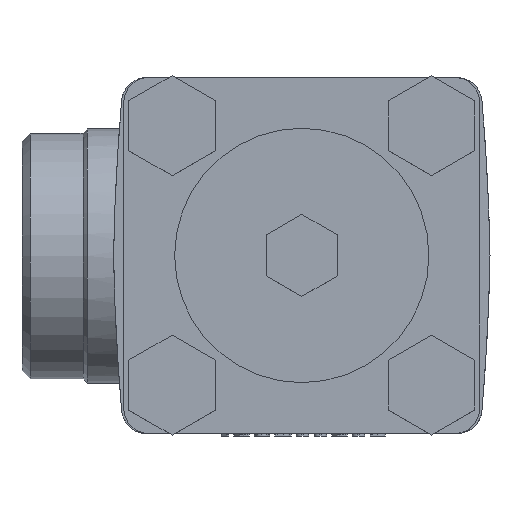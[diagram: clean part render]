
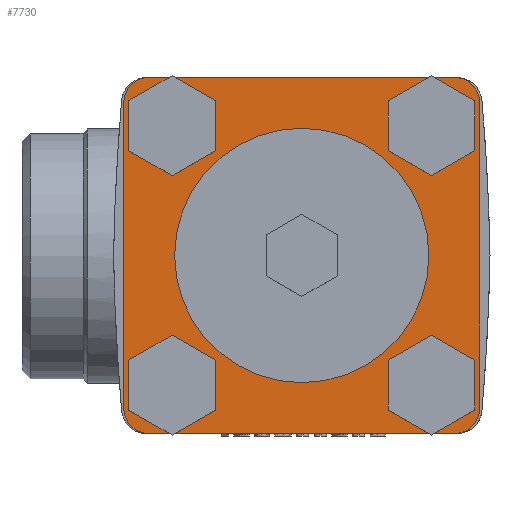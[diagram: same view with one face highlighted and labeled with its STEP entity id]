
A CAD part, top view. The second image highlights one B-rep face of the part: STEP entity #7730.
In plain terms, the highlighted planar face has unit normal (0, 0, 1).
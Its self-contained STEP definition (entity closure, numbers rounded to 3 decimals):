
#7491=CARTESIAN_POINT('',(-30.,35.,75.));
#7492=VERTEX_POINT('',#7491);
#7499=CARTESIAN_POINT('',(30.,35.,75.));
#7500=VERTEX_POINT('',#7499);
#7501=CARTESIAN_POINT('',(30.,35.,75.));
#7502=DIRECTION('',(-1.,-0.,0.));
#7503=VECTOR('',#7502,60.);
#7504=LINE('',#7501,#7503);
#7505=EDGE_CURVE('',#7500,#7492,#7504,.T.);
#7531=CARTESIAN_POINT('',(-35.,-30.,75.));
#7532=VERTEX_POINT('',#7531);
#7539=CARTESIAN_POINT('',(-35.,30.,75.));
#7540=VERTEX_POINT('',#7539);
#7541=CARTESIAN_POINT('',(-35.,30.,75.));
#7542=DIRECTION('',(0.,-1.,0.));
#7543=VECTOR('',#7542,60.);
#7544=LINE('',#7541,#7543);
#7545=EDGE_CURVE('',#7540,#7532,#7544,.T.);
#7561=CARTESIAN_POINT('',(-30.,-35.,75.));
#7562=VERTEX_POINT('',#7561);
#7563=CARTESIAN_POINT('',(30.,-35.,75.));
#7564=VERTEX_POINT('',#7563);
#7565=CARTESIAN_POINT('',(-30.,-35.,75.));
#7566=DIRECTION('',(1.,0.,-0.));
#7567=VECTOR('',#7566,60.);
#7568=LINE('',#7565,#7567);
#7569=EDGE_CURVE('',#7562,#7564,#7568,.T.);
#7611=CARTESIAN_POINT('',(35.,30.,75.));
#7612=VERTEX_POINT('',#7611);
#7619=CARTESIAN_POINT('',(35.,-30.,75.));
#7620=VERTEX_POINT('',#7619);
#7621=CARTESIAN_POINT('',(35.,-30.,75.));
#7622=DIRECTION('',(-0.,1.,-0.));
#7623=VECTOR('',#7622,60.);
#7624=LINE('',#7621,#7623);
#7625=EDGE_CURVE('',#7620,#7612,#7624,.T.);
#7636=CARTESIAN_POINT('',(-0.,0.,75.));
#7637=DIRECTION('',(0.,0.,1.));
#7638=DIRECTION('',(1.,0.,-0.));
#7639=AXIS2_PLACEMENT_3D('',#7636,#7637,#7638);
#7640=PLANE('',#7639);
#7641=CARTESIAN_POINT('',(25.,-0.,75.));
#7642=VERTEX_POINT('',#7641);
#7643=CARTESIAN_POINT('',(-0.,0.,75.));
#7644=DIRECTION('',(0.,0.,1.));
#7645=DIRECTION('',(1.,0.,-0.));
#7646=AXIS2_PLACEMENT_3D('',#7643,#7644,#7645);
#7647=CIRCLE('',#7646,25.);
#7648=EDGE_CURVE('',#7642,#7642,#7647,.T.);
#7649=ORIENTED_EDGE('',*,*,#7648,.F.);
#7650=EDGE_LOOP('',(#7649));
#7651=FACE_BOUND('',#7650,.T.);
#7652=CARTESIAN_POINT('',(-30.5,25.5,75.));
#7653=VERTEX_POINT('',#7652);
#7654=CARTESIAN_POINT('',(-25.5,25.5,75.));
#7655=DIRECTION('',(-0.,-0.,-1.));
#7656=DIRECTION('',(-1.,-0.,0.));
#7657=AXIS2_PLACEMENT_3D('',#7654,#7655,#7656);
#7658=CIRCLE('',#7657,5.);
#7659=EDGE_CURVE('',#7653,#7653,#7658,.T.);
#7660=ORIENTED_EDGE('',*,*,#7659,.T.);
#7661=EDGE_LOOP('',(#7660));
#7662=FACE_BOUND('',#7661,.T.);
#7663=CARTESIAN_POINT('',(20.5,25.5,75.));
#7664=VERTEX_POINT('',#7663);
#7665=CARTESIAN_POINT('',(25.5,25.5,75.));
#7666=DIRECTION('',(-0.,-0.,-1.));
#7667=DIRECTION('',(-1.,-0.,0.));
#7668=AXIS2_PLACEMENT_3D('',#7665,#7666,#7667);
#7669=CIRCLE('',#7668,5.);
#7670=EDGE_CURVE('',#7664,#7664,#7669,.T.);
#7671=ORIENTED_EDGE('',*,*,#7670,.T.);
#7672=EDGE_LOOP('',(#7671));
#7673=FACE_BOUND('',#7672,.T.);
#7674=CARTESIAN_POINT('',(20.5,-25.5,75.));
#7675=VERTEX_POINT('',#7674);
#7676=CARTESIAN_POINT('',(25.5,-25.5,75.));
#7677=DIRECTION('',(-0.,-0.,-1.));
#7678=DIRECTION('',(-1.,-0.,0.));
#7679=AXIS2_PLACEMENT_3D('',#7676,#7677,#7678);
#7680=CIRCLE('',#7679,5.);
#7681=EDGE_CURVE('',#7675,#7675,#7680,.T.);
#7682=ORIENTED_EDGE('',*,*,#7681,.T.);
#7683=EDGE_LOOP('',(#7682));
#7684=FACE_BOUND('',#7683,.T.);
#7685=CARTESIAN_POINT('',(-30.5,-25.5,75.));
#7686=VERTEX_POINT('',#7685);
#7687=CARTESIAN_POINT('',(-25.5,-25.5,75.));
#7688=DIRECTION('',(-0.,-0.,-1.));
#7689=DIRECTION('',(-1.,-0.,0.));
#7690=AXIS2_PLACEMENT_3D('',#7687,#7688,#7689);
#7691=CIRCLE('',#7690,5.);
#7692=EDGE_CURVE('',#7686,#7686,#7691,.T.);
#7693=ORIENTED_EDGE('',*,*,#7692,.T.);
#7694=EDGE_LOOP('',(#7693));
#7695=FACE_BOUND('',#7694,.T.);
#7696=ORIENTED_EDGE('',*,*,#7545,.T.);
#7697=CARTESIAN_POINT('',(-30.,-30.,75.));
#7698=DIRECTION('',(0.,0.,1.));
#7699=DIRECTION('',(-1.,-0.,0.));
#7700=AXIS2_PLACEMENT_3D('',#7697,#7698,#7699);
#7701=CIRCLE('',#7700,5.);
#7702=EDGE_CURVE('',#7532,#7562,#7701,.T.);
#7703=ORIENTED_EDGE('',*,*,#7702,.T.);
#7704=ORIENTED_EDGE('',*,*,#7569,.T.);
#7705=CARTESIAN_POINT('',(30.,-30.,75.));
#7706=DIRECTION('',(0.,0.,1.));
#7707=DIRECTION('',(-1.,-0.,0.));
#7708=AXIS2_PLACEMENT_3D('',#7705,#7706,#7707);
#7709=CIRCLE('',#7708,5.);
#7710=EDGE_CURVE('',#7564,#7620,#7709,.T.);
#7711=ORIENTED_EDGE('',*,*,#7710,.T.);
#7712=ORIENTED_EDGE('',*,*,#7625,.T.);
#7713=CARTESIAN_POINT('',(30.,30.,75.));
#7714=DIRECTION('',(0.,0.,1.));
#7715=DIRECTION('',(-1.,-0.,0.));
#7716=AXIS2_PLACEMENT_3D('',#7713,#7714,#7715);
#7717=CIRCLE('',#7716,5.);
#7718=EDGE_CURVE('',#7612,#7500,#7717,.T.);
#7719=ORIENTED_EDGE('',*,*,#7718,.T.);
#7720=ORIENTED_EDGE('',*,*,#7505,.T.);
#7721=CARTESIAN_POINT('',(-30.,30.,75.));
#7722=DIRECTION('',(0.,0.,1.));
#7723=DIRECTION('',(-1.,-0.,0.));
#7724=AXIS2_PLACEMENT_3D('',#7721,#7722,#7723);
#7725=CIRCLE('',#7724,5.);
#7726=EDGE_CURVE('',#7492,#7540,#7725,.T.);
#7727=ORIENTED_EDGE('',*,*,#7726,.T.);
#7728=EDGE_LOOP('',(#7696,#7703,#7704,#7711,#7712,#7719,#7720,#7727));
#7729=FACE_BOUND('',#7728,.T.);
#7730=ADVANCED_FACE('',(#7651,#7662,#7673,#7684,#7695,#7729),#7640,.T.);
